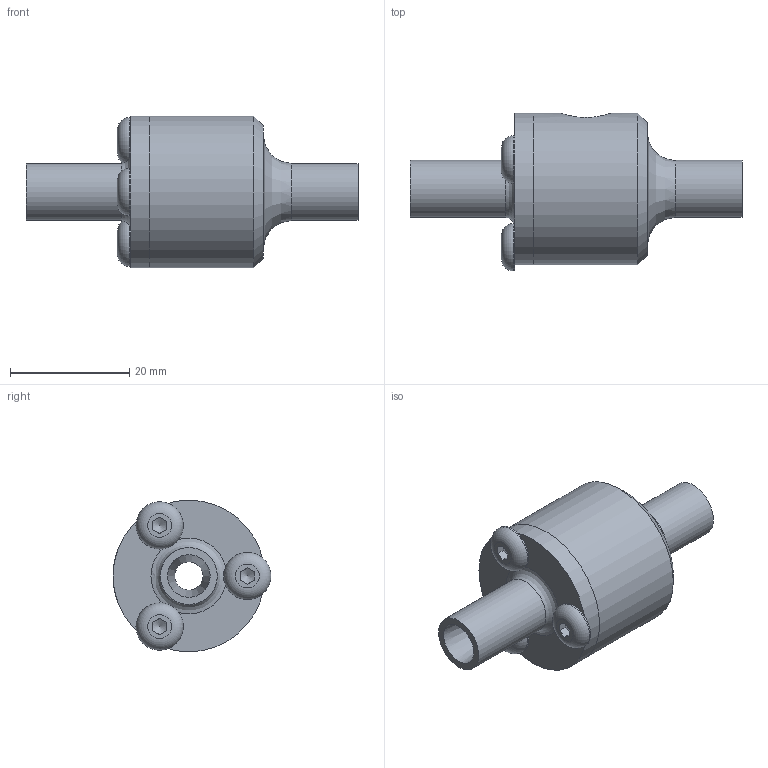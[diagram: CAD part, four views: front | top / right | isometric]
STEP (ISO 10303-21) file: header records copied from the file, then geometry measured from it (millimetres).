
FILE_DESCRIPTION((''),'2;1');
FILE_NAME('6078-3D.stp','2010-05-26T15:23:49',('Michael Witt'),(''),'Autodesk Inventor 2010','Autodesk Inventor 2010','');
FILE_SCHEMA(('AUTOMOTIVE_DESIGN { 1 0 10303 214 1 1 1 1 }'));
Length unit declared in the file: inch
Products named in the file (6): Assembly2; Part12; Part14; Part16; Part18; Part20
Assembly tree (5 placements, depth 2):
  Assembly2
    Part12
    Part14
    Part16
    Part18
    Part20
Bounding box: 55.63 x 26.45 x 25.4 mm (x, y, z)
Volume: 12231.7 mm3; surface area: 7519.1 mm2
Topology: 5 solids, 5 shells, 76 faces, 164 edges, 105 vertices
Faces by surface type: plane 36, cylinder 15, bspline 11, cone 10, torus 4
Full cylindrical faces by diameter (mm): 4.166 x3, 4.763 x2, 4.775 x1, 7.925 x3, 8.611 x1, 9.525 x2, 12.548 x1, 25.4 x2
Entity records: 2141 total; most frequent: CARTESIAN_POINT 597, DIRECTION 296, ORIENTED_EDGE 218, EDGE_LOOP 134, AXIS2_PLACEMENT_3D 130, EDGE_CURVE 109, VERTEX_POINT 91, FACE_OUTER_BOUND 76
